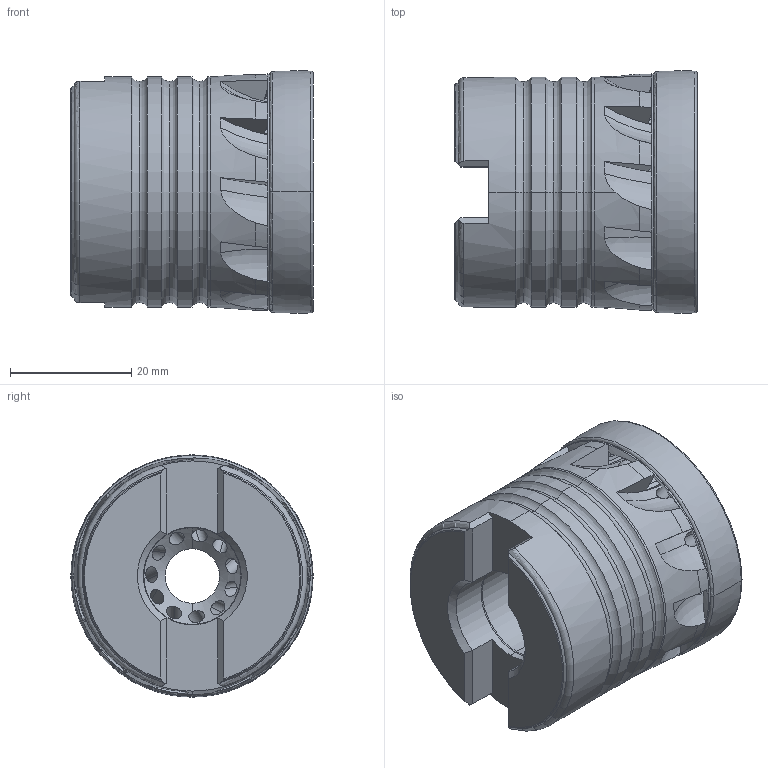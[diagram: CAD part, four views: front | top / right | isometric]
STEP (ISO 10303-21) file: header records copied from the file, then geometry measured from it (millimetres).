
FILE_DESCRIPTION (( 'STEP AP214' ), '1' );
FILE_NAME ('90PP-040-63-16-11.STEP', '2011-12-19T14:25:43', ( '' ), ( '' ), 'SwSTEP 2.0', 'SolidWorks 2011', '' );
FILE_SCHEMA (( 'AUTOMOTIVE_DESIGN' ));
Length unit declared in the file: millimetre
Products named in the file (1): 90PP-040-63-16-11
Bounding box: 40 x 40 x 40 mm (x, y, z)
Volume: 35009.4 mm3; surface area: 11553.1 mm2
Topology: 1 solids, 1 shells, 247 faces, 794 edges, 512 vertices
Faces by surface type: plane 85, cylinder 63, cone 53, torus 35, bspline 11
Entity records: 10424 total; most frequent: CARTESIAN_POINT 4036, ORIENTED_EDGE 1588, DIRECTION 1076, EDGE_CURVE 794, VERTEX_POINT 512, AXIS2_PLACEMENT_3D 435, B_SPLINE_CURVE_WITH_KNOTS 328, EDGE_LOOP 262
